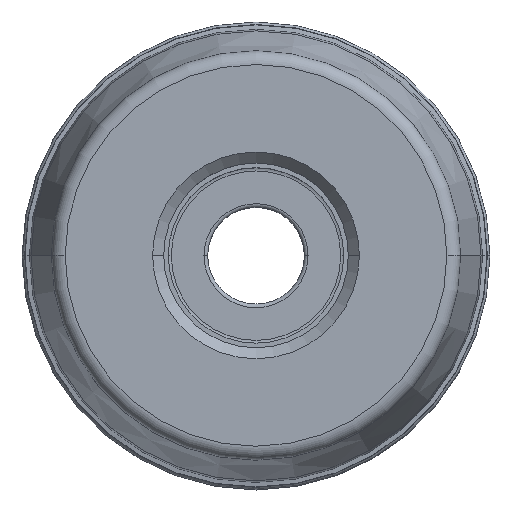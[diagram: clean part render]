
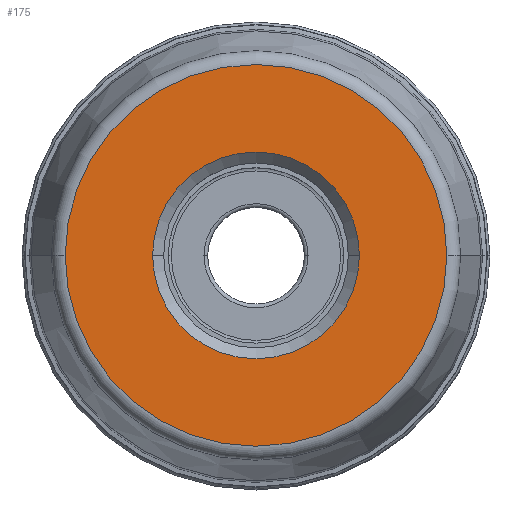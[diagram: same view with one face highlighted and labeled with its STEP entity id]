
A CAD part, top view. The second image highlights one B-rep face of the part: STEP entity #175.
In plain terms, the highlighted planar face has unit normal (0, 0, 1).
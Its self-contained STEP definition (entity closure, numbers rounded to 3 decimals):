
#28=PLANE('',#1696);
#34=FACE_BOUND('',#355,.T.);
#35=FACE_BOUND('',#356,.T.);
#175=ADVANCED_FACE('',(#34,#35),#28,.F.);
#355=EDGE_LOOP('',(#595,#596,#597,#598));
#356=EDGE_LOOP('',(#599,#600,#601,#602));
#595=ORIENTED_EDGE('',*,*,#1075,.F.);
#596=ORIENTED_EDGE('',*,*,#1073,.F.);
#597=ORIENTED_EDGE('',*,*,#1072,.T.);
#598=ORIENTED_EDGE('',*,*,#1076,.T.);
#599=ORIENTED_EDGE('',*,*,#1077,.T.);
#600=ORIENTED_EDGE('',*,*,#1078,.T.);
#601=ORIENTED_EDGE('',*,*,#1079,.T.);
#602=ORIENTED_EDGE('',*,*,#1080,.T.);
#892=VERTEX_POINT('',#4923);
#893=VERTEX_POINT('',#4925);
#894=VERTEX_POINT('',#4927);
#895=VERTEX_POINT('',#4931);
#896=VERTEX_POINT('',#4935);
#897=VERTEX_POINT('',#4936);
#898=VERTEX_POINT('',#4938);
#899=VERTEX_POINT('',#4940);
#1072=EDGE_CURVE('',#893,#892,#1297,.T.);
#1073=EDGE_CURVE('',#893,#894,#1298,.T.);
#1075=EDGE_CURVE('',#894,#895,#1300,.T.);
#1076=EDGE_CURVE('',#892,#895,#1301,.T.);
#1077=EDGE_CURVE('',#896,#897,#1302,.T.);
#1078=EDGE_CURVE('',#897,#898,#1303,.T.);
#1079=EDGE_CURVE('',#898,#899,#1304,.T.);
#1080=EDGE_CURVE('',#899,#896,#1305,.T.);
#1297=CIRCLE('',#1685,20.725);
#1298=CIRCLE('',#1686,20.725);
#1300=CIRCLE('',#1689,20.725);
#1301=CIRCLE('',#1690,20.725);
#1302=CIRCLE('',#1692,11.225);
#1303=CIRCLE('',#1693,11.225);
#1304=CIRCLE('',#1694,11.225);
#1305=CIRCLE('',#1695,11.225);
#1685=AXIS2_PLACEMENT_3D('',#4924,#2073,#2074);
#1686=AXIS2_PLACEMENT_3D('',#4926,#2075,#2076);
#1689=AXIS2_PLACEMENT_3D('',#4930,#2081,#2082);
#1690=AXIS2_PLACEMENT_3D('',#4932,#2083,#2084);
#1692=AXIS2_PLACEMENT_3D('',#4934,#2087,#2088);
#1693=AXIS2_PLACEMENT_3D('',#4937,#2089,#2090);
#1694=AXIS2_PLACEMENT_3D('',#4939,#2091,#2092);
#1695=AXIS2_PLACEMENT_3D('',#4941,#2093,#2094);
#1696=AXIS2_PLACEMENT_3D('',#4942,#2095,#2096);
#2073=DIRECTION('',(0.,0.,1.));
#2074=DIRECTION('',(1.,0.,0.));
#2075=DIRECTION('',(0.,0.,-1.));
#2076=DIRECTION('',(-1.,0.,0.));
#2081=DIRECTION('',(0.,0.,-1.));
#2082=DIRECTION('',(-1.,0.,0.));
#2083=DIRECTION('',(0.,0.,1.));
#2084=DIRECTION('',(1.,0.,0.));
#2087=DIRECTION('',(0.,0.,-1.));
#2088=DIRECTION('',(0.,-1.,0.));
#2089=DIRECTION('',(0.,0.,-1.));
#2090=DIRECTION('',(-1.,0.,0.));
#2091=DIRECTION('',(0.,0.,-1.));
#2092=DIRECTION('',(0.,1.,0.));
#2093=DIRECTION('',(0.,0.,-1.));
#2094=DIRECTION('',(1.,0.,0.));
#2095=DIRECTION('',(0.,0.,-1.));
#2096=DIRECTION('',(1.,0.,0.));
#4923=CARTESIAN_POINT('',(20.725,0.,0.));
#4924=CARTESIAN_POINT('',(0.,0.,0.));
#4925=CARTESIAN_POINT('',(20.725,-0.02,0.));
#4926=CARTESIAN_POINT('',(0.,0.,0.));
#4927=CARTESIAN_POINT('',(-20.725,0.,0.));
#4930=CARTESIAN_POINT('',(0.,0.,0.));
#4931=CARTESIAN_POINT('',(-20.725,0.02,0.));
#4932=CARTESIAN_POINT('',(0.,0.,0.));
#4934=CARTESIAN_POINT('',(0.,0.,0.));
#4935=CARTESIAN_POINT('',(0.,-11.225,0.));
#4936=CARTESIAN_POINT('',(-11.225,0.,0.));
#4937=CARTESIAN_POINT('',(0.,0.,0.));
#4938=CARTESIAN_POINT('',(0.,11.225,0.));
#4939=CARTESIAN_POINT('',(0.,0.,0.));
#4940=CARTESIAN_POINT('',(11.225,0.,0.));
#4941=CARTESIAN_POINT('',(0.,0.,0.));
#4942=CARTESIAN_POINT('',(0.,0.,0.));
